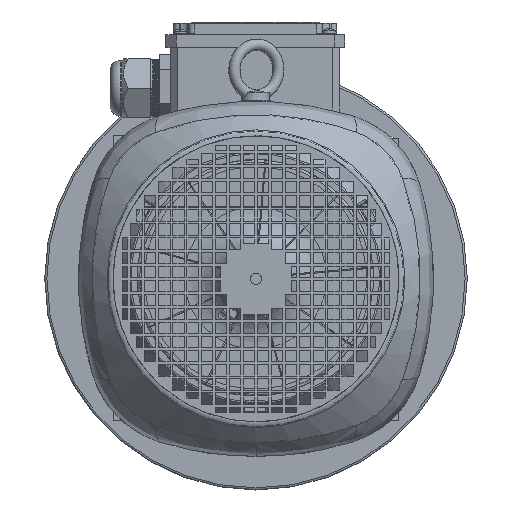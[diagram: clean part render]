
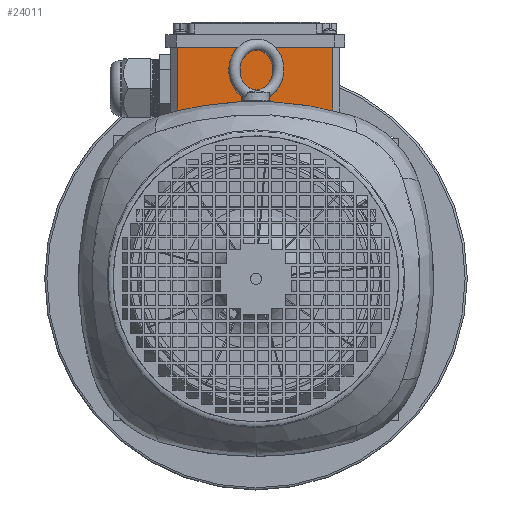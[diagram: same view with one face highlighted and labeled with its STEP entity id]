
A CAD part, top view. The second image highlights one B-rep face of the part: STEP entity #24011.
In plain terms, the highlighted planar face has unit normal (0, 0, 1).
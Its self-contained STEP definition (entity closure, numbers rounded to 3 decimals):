
#12624=LINE('',#156926,#19599);
#12625=LINE('',#156928,#19600);
#12626=LINE('',#156930,#19601);
#12627=LINE('',#156932,#19602);
#19599=VECTOR('',#107256,1.);
#19600=VECTOR('',#107259,1.);
#19601=VECTOR('',#107260,1.);
#19602=VECTOR('',#107261,1.);
#24011=ADVANCED_FACE('',(#30802),#26886,.T.);
#26886=PLANE('',#88818);
#30802=FACE_OUTER_BOUND('',#36016,.T.);
#36016=EDGE_LOOP('',(#61259,#61260,#61261,#61262));
#61259=ORIENTED_EDGE('',*,*,#82290,.T.);
#61260=ORIENTED_EDGE('',*,*,#82289,.T.);
#61261=ORIENTED_EDGE('',*,*,#82291,.T.);
#61262=ORIENTED_EDGE('',*,*,#82292,.F.);
#70384=VERTEX_POINT('',#156923);
#70385=VERTEX_POINT('',#156925);
#70386=VERTEX_POINT('',#156929);
#70387=VERTEX_POINT('',#156931);
#82289=EDGE_CURVE('',#70384,#70385,#12624,.T.);
#82290=EDGE_CURVE('',#70386,#70384,#12625,.T.);
#82291=EDGE_CURVE('',#70385,#70387,#12626,.T.);
#82292=EDGE_CURVE('',#70386,#70387,#12627,.T.);
#88818=AXIS2_PLACEMENT_3D('',#156933,#107262,#107263);
#107256=DIRECTION('',(0.,-1.,0.));
#107259=DIRECTION('',(-1.,0.,0.));
#107260=DIRECTION('',(1.,0.,0.));
#107261=DIRECTION('',(0.,-1.,0.));
#107262=DIRECTION('',(0.,0.,1.));
#107263=DIRECTION('',(-1.,0.,0.));
#156923=CARTESIAN_POINT('',(-55.5,164.,246.2));
#156925=CARTESIAN_POINT('',(-55.5,108.,246.2));
#156926=CARTESIAN_POINT('',(-55.5,164.,246.2));
#156928=CARTESIAN_POINT('',(54.5,164.,246.2));
#156929=CARTESIAN_POINT('',(54.5,164.,246.2));
#156930=CARTESIAN_POINT('',(-55.5,108.,246.2));
#156931=CARTESIAN_POINT('',(54.5,108.,246.2));
#156932=CARTESIAN_POINT('',(54.5,164.,246.2));
#156933=CARTESIAN_POINT('',(54.5,164.,246.2));
